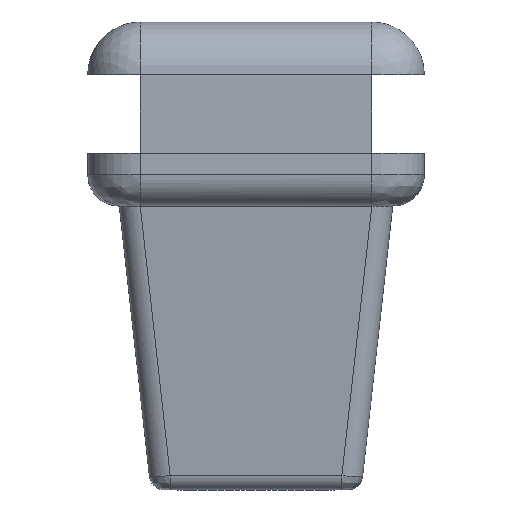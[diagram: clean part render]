
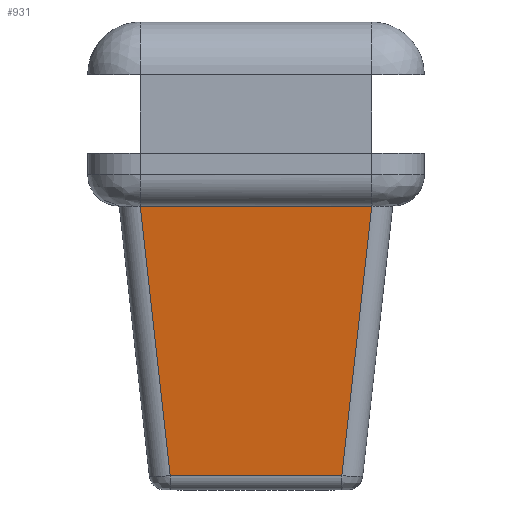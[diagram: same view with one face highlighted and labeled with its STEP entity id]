
A CAD part, front view. The second image highlights one B-rep face of the part: STEP entity #931.
In plain terms, the highlighted planar face has unit normal (0, -0.996, -0.092).
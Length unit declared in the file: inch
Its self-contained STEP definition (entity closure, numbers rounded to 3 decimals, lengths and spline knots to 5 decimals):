
#67=PLANE('',#1044);
#118=FACE_OUTER_BOUND('',#178,.T.);
#178=EDGE_LOOP('',(#818,#819,#820,#821,#822));
#235=LINE('',#1671,#311);
#260=LINE('',#1811,#336);
#261=LINE('',#1846,#337);
#262=LINE('',#1847,#338);
#263=LINE('',#1848,#339);
#311=VECTOR('',#1229,0.12849);
#336=VECTOR('',#1288,0.20397);
#337=VECTOR('',#1293,0.20383);
#338=VECTOR('',#1294,0.17329);
#339=VECTOR('',#1295,0.00014);
#437=VERTEX_POINT('',#1594);
#438=VERTEX_POINT('',#1669);
#456=VERTEX_POINT('',#1810);
#457=VERTEX_POINT('',#1844);
#458=VERTEX_POINT('',#1845);
#547=EDGE_CURVE('',#438,#437,#235,.T.);
#578=EDGE_CURVE('',#456,#437,#260,.T.);
#581=EDGE_CURVE('',#457,#458,#261,.T.);
#582=EDGE_CURVE('',#458,#456,#262,.T.);
#583=EDGE_CURVE('',#438,#457,#263,.T.);
#818=ORIENTED_EDGE('',*,*,#581,.T.);
#819=ORIENTED_EDGE('',*,*,#582,.T.);
#820=ORIENTED_EDGE('',*,*,#578,.T.);
#821=ORIENTED_EDGE('',*,*,#547,.F.);
#822=ORIENTED_EDGE('',*,*,#583,.T.);
#931=ADVANCED_FACE('',(#118),#67,.T.);
#1044=AXIS2_PLACEMENT_3D('',#1843,#1291,#1292);
#1229=DIRECTION('',(-1.,0.,0.));
#1288=DIRECTION('',(0.11,0.092,-0.99));
#1291=DIRECTION('center_axis',(0.,-0.996,-0.092));
#1292=DIRECTION('ref_axis',(0.,0.092,-0.996));
#1293=DIRECTION('',(0.11,-0.092,0.99));
#1294=DIRECTION('',(-1.,0.,0.));
#1295=DIRECTION('',(0.059,-0.092,0.994));
#1594=CARTESIAN_POINT('',(-0.06424,-0.04036,-0.3003));
#1669=CARTESIAN_POINT('',(0.06425,-0.04036,-0.3003));
#1671=CARTESIAN_POINT('',(0.06425,-0.04036,-0.3003));
#1810=CARTESIAN_POINT('',(-0.08664,-0.05906,-0.09843));
#1811=CARTESIAN_POINT('',(-0.08664,-0.05906,-0.09843));
#1843=CARTESIAN_POINT('Origin',(0.,-0.04921,-0.20472));
#1844=CARTESIAN_POINT('',(0.06426,-0.04038,-0.30016));
#1845=CARTESIAN_POINT('',(0.08665,-0.05906,-0.09843));
#1846=CARTESIAN_POINT('',(0.06426,-0.04038,-0.30016));
#1847=CARTESIAN_POINT('',(0.08665,-0.05906,-0.09843));
#1848=CARTESIAN_POINT('',(0.06425,-0.04036,-0.3003));
